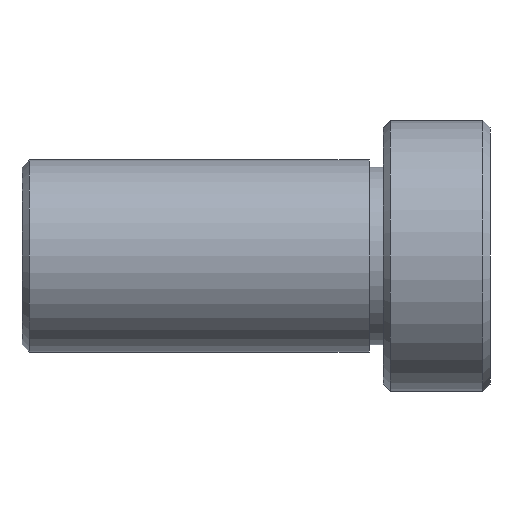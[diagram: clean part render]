
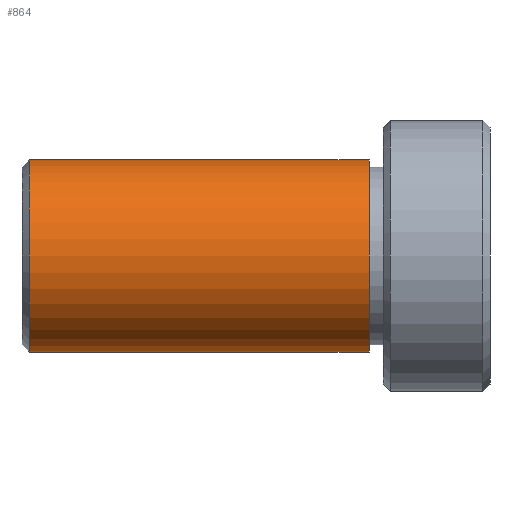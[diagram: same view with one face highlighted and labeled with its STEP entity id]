
A CAD part, left-side view. The second image highlights one B-rep face of the part: STEP entity #864.
In plain terms, the highlighted cylindrical face has radius 6.75 mm (diameter 13.5 mm), a partial arc.
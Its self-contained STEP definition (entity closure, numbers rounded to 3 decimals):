
#28 = CARTESIAN_POINT ( 'NONE',  ( 0., 44.599, -6.75 ) ) ;
#43 = DIRECTION ( 'NONE',  ( 0., 0., 1. ) ) ;
#59 = CARTESIAN_POINT ( 'NONE',  ( 0., 2.643, 6.75 ) ) ;
#76 = AXIS2_PLACEMENT_3D ( 'NONE', #148, #768, #481 ) ;
#84 = ORIENTED_EDGE ( 'NONE', *, *, #223, .F. ) ;
#91 = VECTOR ( 'NONE', #571, 1000. ) ;
#101 = CARTESIAN_POINT ( 'NONE',  ( 0., 44.599, 0. ) ) ;
#105 = VERTEX_POINT ( 'NONE', #646 ) ;
#128 = ORIENTED_EDGE ( 'NONE', *, *, #240, .T. ) ;
#148 = CARTESIAN_POINT ( 'NONE',  ( 0., 2.643, 0. ) ) ;
#163 = CARTESIAN_POINT ( 'NONE',  ( 0., 26.543, 0. ) ) ;
#167 = VECTOR ( 'NONE', #512, 1000. ) ;
#173 = DIRECTION ( 'NONE',  ( 0., 1., 0. ) ) ;
#201 = AXIS2_PLACEMENT_3D ( 'NONE', #101, #248, #43 ) ;
#223 = EDGE_CURVE ( 'NONE', #432, #704, #294, .T. ) ;
#240 = EDGE_CURVE ( 'NONE', #566, #704, #366, .T. ) ;
#248 = DIRECTION ( 'NONE',  ( 0., 1., 0. ) ) ;
#258 = LINE ( 'NONE', #28, #91 ) ;
#294 = CIRCLE ( 'NONE', #822, 6.75 ) ;
#359 = CYLINDRICAL_SURFACE ( 'NONE', #201, 6.75 ) ;
#366 = LINE ( 'NONE', #866, #167 ) ;
#432 = VERTEX_POINT ( 'NONE', #880 ) ;
#481 = DIRECTION ( 'NONE',  ( 0., 0., 1. ) ) ;
#510 = CIRCLE ( 'NONE', #76, 6.75 ) ;
#512 = DIRECTION ( 'NONE',  ( 0., 1., 0. ) ) ;
#566 = VERTEX_POINT ( 'NONE', #59 ) ;
#571 = DIRECTION ( 'NONE',  ( 0., 1., 0. ) ) ;
#621 = EDGE_CURVE ( 'NONE', #105, #566, #510, .T. ) ;
#646 = CARTESIAN_POINT ( 'NONE',  ( 0., 2.643, -6.75 ) ) ;
#664 = EDGE_LOOP ( 'NONE', ( #808, #715, #128, #84 ) ) ;
#687 = CARTESIAN_POINT ( 'NONE',  ( 0., 26.543, 6.75 ) ) ;
#704 = VERTEX_POINT ( 'NONE', #687 ) ;
#715 = ORIENTED_EDGE ( 'NONE', *, *, #621, .T. ) ;
#716 = DIRECTION ( 'NONE',  ( 0., 0., 1. ) ) ;
#768 = DIRECTION ( 'NONE',  ( 0., 1., 0. ) ) ;
#808 = ORIENTED_EDGE ( 'NONE', *, *, #841, .F. ) ;
#822 = AXIS2_PLACEMENT_3D ( 'NONE', #163, #173, #716 ) ;
#841 = EDGE_CURVE ( 'NONE', #105, #432, #258, .T. ) ;
#845 = FACE_OUTER_BOUND ( 'NONE', #664, .T. ) ;
#864 = ADVANCED_FACE ( 'NONE', ( #845 ), #359, .T. ) ;
#866 = CARTESIAN_POINT ( 'NONE',  ( 0., 44.599, 6.75 ) ) ;
#880 = CARTESIAN_POINT ( 'NONE',  ( 0., 26.543, -6.75 ) ) ;
